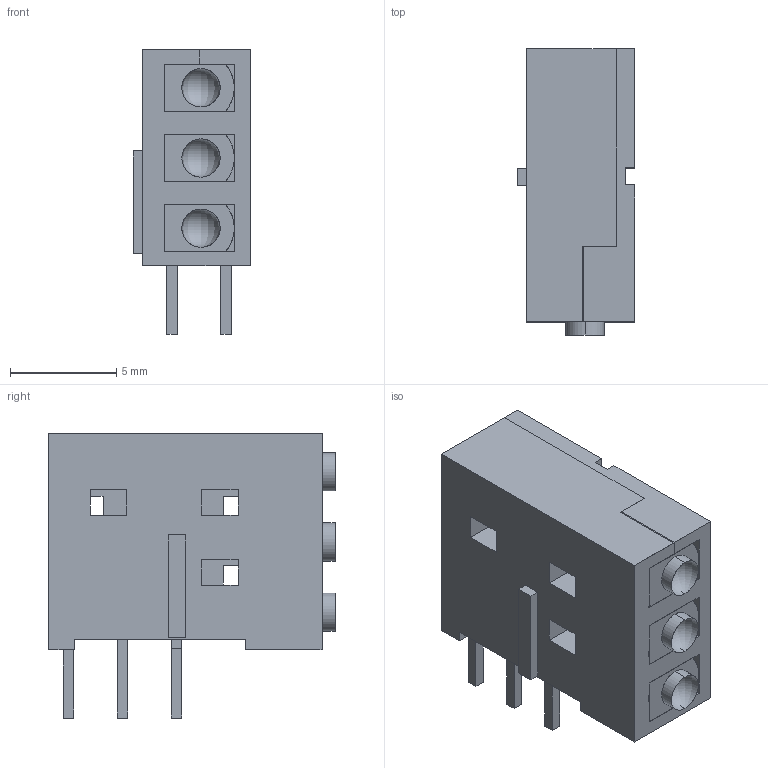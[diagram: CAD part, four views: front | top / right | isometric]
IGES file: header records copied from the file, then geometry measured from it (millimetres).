
Start section: SolidWorks IGES file using analytic representation for surfaces
Global section: file name: WP406A10XHA-3.IGS; native system: SolidWorks 2012; preprocessor: SolidWorks 2012; author: FrankH; date: 150209.141703; units: millimetre
Bounding box: 5.53 x 13.47 x 13.36 mm (x, y, z)
Surface area: 1448.5 mm2 (no closed solid volume)
Topology: 0 solids, 0 shells, 249 faces, 1562 edges, 1558 vertices
Faces by surface type: bspline 229, revolution 20
